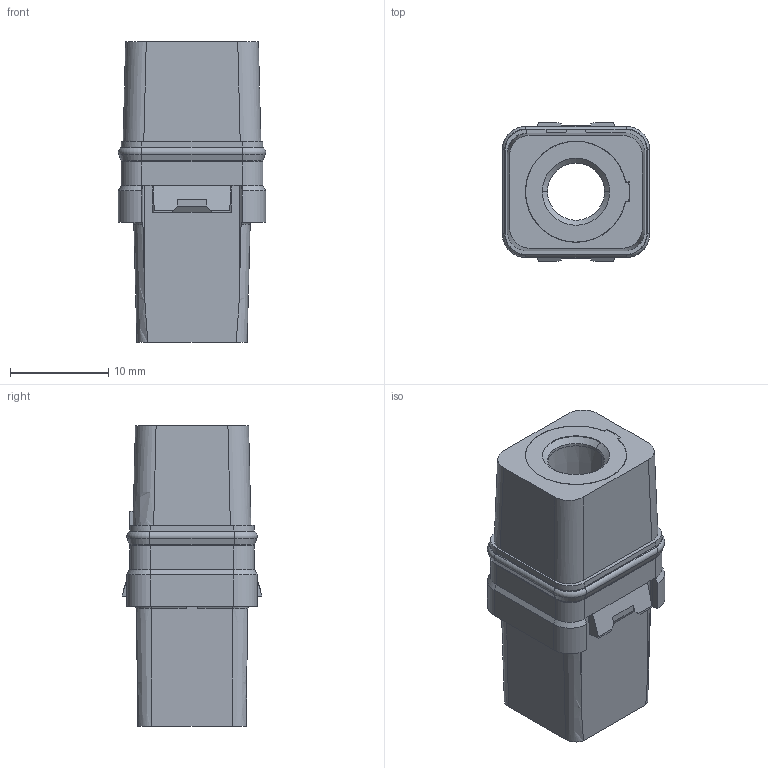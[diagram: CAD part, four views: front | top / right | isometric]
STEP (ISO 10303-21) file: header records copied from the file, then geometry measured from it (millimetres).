
FILE_DESCRIPTION((''),'2;1');
FILE_NAME('SIME0108SC','2019-12-10T',('presta_be4'),(''),'CREO PARAMETRIC BY PTC INC, 2018360','CREO PARAMETRIC BY PTC INC, 2018360','');
FILE_SCHEMA(('CONFIG_CONTROL_DESIGN'));
Length unit declared in the file: millimetre
Products named in the file (1): SIME0108SC
Bounding box: 15 x 14.15 x 30.55 mm (x, y, z)
Volume: 3062.5 mm3; surface area: 3946.8 mm2
Topology: 1 solids, 1 shells, 365 faces, 969 edges, 614 vertices
Faces by surface type: plane 186, cylinder 72, cone 49, torus 46, bspline 12
Entity records: 12042 total; most frequent: CARTESIAN_POINT 3000, ORIENTED_EDGE 1938, DIRECTION 1851, EDGE_CURVE 969, AXIS2_PLACEMENT_3D 672, VERTEX_POINT 614, VECTOR 507, LINE 507
